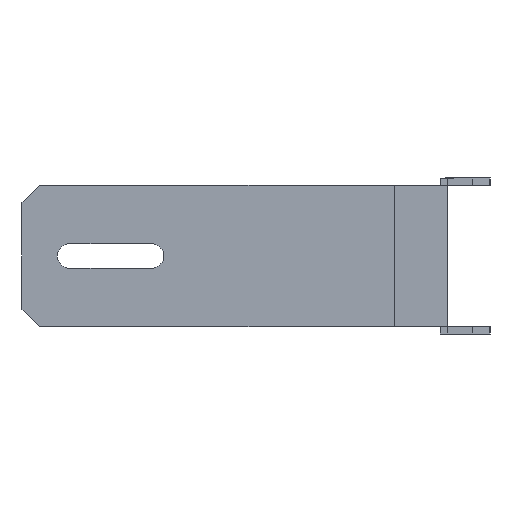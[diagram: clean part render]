
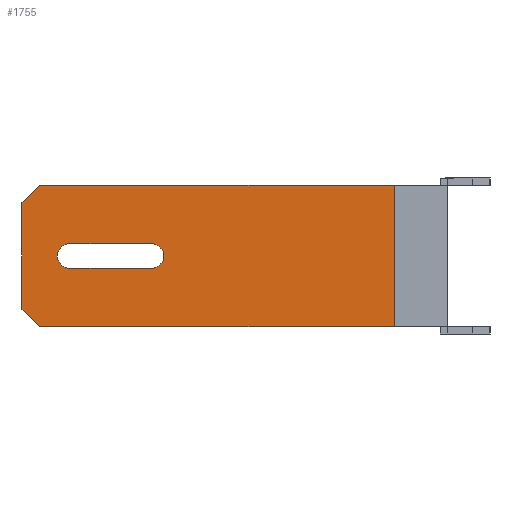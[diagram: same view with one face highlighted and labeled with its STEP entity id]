
A CAD part, left-side view. The second image highlights one B-rep face of the part: STEP entity #1755.
In plain terms, the highlighted planar face has unit normal (-1, 0, 0).
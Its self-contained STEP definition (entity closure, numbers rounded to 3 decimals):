
#15 = EDGE_CURVE ( 'NONE', #678, #716, #219, .T. ) ;
#45 = VECTOR ( 'NONE', #2093, 1000. ) ;
#55 = LINE ( 'NONE', #1094, #45 ) ;
#102 = VECTOR ( 'NONE', #1977, 1000. ) ;
#104 = LINE ( 'NONE', #1128, #102 ) ;
#140 = EDGE_CURVE ( 'NONE', #1283, #494, #178, .T. ) ;
#155 = VECTOR ( 'NONE', #1101, 1000. ) ;
#159 = VERTEX_POINT ( 'NONE', #1915 ) ;
#178 = LINE ( 'NONE', #2072, #155 ) ;
#219 = CIRCLE ( 'NONE', #2000, 3.5 ) ;
#270 = EDGE_CURVE ( 'NONE', #578, #801, #104, .T. ) ;
#344 = CARTESIAN_POINT ( 'NONE',  ( -217., 13., 0. ) ) ;
#350 = VERTEX_POINT ( 'NONE', #1570 ) ;
#408 = VECTOR ( 'NONE', #887, 1000. ) ;
#440 = LINE ( 'NONE', #899, #408 ) ;
#451 = EDGE_CURVE ( 'NONE', #1358, #1242, #55, .T. ) ;
#471 = DIRECTION ( 'NONE',  ( 0., 1., 0. ) ) ;
#494 = VERTEX_POINT ( 'NONE', #761 ) ;
#511 = CARTESIAN_POINT ( 'NONE',  ( -217., 15., 0. ) ) ;
#523 = CARTESIAN_POINT ( 'NONE',  ( -217., 81.5, 16.5 ) ) ;
#533 = CARTESIAN_POINT ( 'NONE',  ( -217., 104.5, 23.5 ) ) ;
#544 = EDGE_LOOP ( 'NONE', ( #881, #886, #889, #900, #906, #920, #922, #926 ) ) ;
#578 = VERTEX_POINT ( 'NONE', #826 ) ;
#613 = CARTESIAN_POINT ( 'NONE',  ( -217., 104.5, 16.5 ) ) ;
#678 = VERTEX_POINT ( 'NONE', #613 ) ;
#716 = VERTEX_POINT ( 'NONE', #533 ) ;
#717 = VECTOR ( 'NONE', #1386, 1000. ) ;
#727 = LINE ( 'NONE', #1395, #717 ) ;
#729 = VERTEX_POINT ( 'NONE', #523 ) ;
#761 = CARTESIAN_POINT ( 'NONE',  ( -217., 15., 40. ) ) ;
#796 = CARTESIAN_POINT ( 'NONE',  ( -217., 113., 40. ) ) ;
#801 = VERTEX_POINT ( 'NONE', #344 ) ;
#826 = CARTESIAN_POINT ( 'NONE',  ( -217., 13., 40. ) ) ;
#831 = CIRCLE ( 'NONE', #2049, 3.5 ) ;
#850 = ORIENTED_EDGE ( 'NONE', *, *, #1335, .T. ) ;
#853 = ORIENTED_EDGE ( 'NONE', *, *, #15, .T. ) ;
#860 = ORIENTED_EDGE ( 'NONE', *, *, #1014, .T. ) ;
#864 = FACE_OUTER_BOUND ( 'NONE', #544, .T. ) ;
#869 = ORIENTED_EDGE ( 'NONE', *, *, #1823, .T. ) ;
#881 = ORIENTED_EDGE ( 'NONE', *, *, #1657, .T. ) ;
#886 = ORIENTED_EDGE ( 'NONE', *, *, #451, .T. ) ;
#887 = DIRECTION ( 'NONE',  ( 0., 1., 0. ) ) ;
#889 = ORIENTED_EDGE ( 'NONE', *, *, #1862, .T. ) ;
#899 = CARTESIAN_POINT ( 'NONE',  ( -217., 15., 40. ) ) ;
#900 = ORIENTED_EDGE ( 'NONE', *, *, #1183, .F. ) ;
#906 = ORIENTED_EDGE ( 'NONE', *, *, #270, .F. ) ;
#907 = VECTOR ( 'NONE', #1691, 1000. ) ;
#917 = LINE ( 'NONE', #1698, #907 ) ;
#920 = ORIENTED_EDGE ( 'NONE', *, *, #2088, .T. ) ;
#922 = ORIENTED_EDGE ( 'NONE', *, *, #140, .F. ) ;
#926 = ORIENTED_EDGE ( 'NONE', *, *, #1732, .T. ) ;
#941 = FACE_BOUND ( 'NONE', #1427, .T. ) ;
#977 = CARTESIAN_POINT ( 'NONE',  ( -217., 118., 5. ) ) ;
#1014 = EDGE_CURVE ( 'NONE', #716, #350, #1970, .T. ) ;
#1074 = LINE ( 'NONE', #1965, #1077 ) ;
#1077 = VECTOR ( 'NONE', #1959, 1000. ) ;
#1094 = CARTESIAN_POINT ( 'NONE',  ( -217., 113., 0. ) ) ;
#1095 = VERTEX_POINT ( 'NONE', #1194 ) ;
#1101 = DIRECTION ( 'NONE',  ( 0., -1., 0. ) ) ;
#1128 = CARTESIAN_POINT ( 'NONE',  ( -217., 13., 40. ) ) ;
#1183 = EDGE_CURVE ( 'NONE', #801, #1095, #1897, .T. ) ;
#1194 = CARTESIAN_POINT ( 'NONE',  ( -217., 15., 0. ) ) ;
#1213 = CARTESIAN_POINT ( 'NONE',  ( -217., 104.5, 20. ) ) ;
#1242 = VERTEX_POINT ( 'NONE', #2069 ) ;
#1283 = VERTEX_POINT ( 'NONE', #796 ) ;
#1335 = EDGE_CURVE ( 'NONE', #729, #678, #1773, .T. ) ;
#1358 = VERTEX_POINT ( 'NONE', #977 ) ;
#1386 = DIRECTION ( 'NONE',  ( 0., -1., 0. ) ) ;
#1395 = CARTESIAN_POINT ( 'NONE',  ( -217., 15., 0. ) ) ;
#1427 = EDGE_LOOP ( 'NONE', ( #850, #853, #860, #869 ) ) ;
#1456 = DIRECTION ( 'NONE',  ( 0., 0., -1. ) ) ;
#1457 = DIRECTION ( 'NONE',  ( 1., 0., 0. ) ) ;
#1463 = CARTESIAN_POINT ( 'NONE',  ( -217., 81.5, 20. ) ) ;
#1511 = DIRECTION ( 'NONE',  ( 0., 0., -1. ) ) ;
#1570 = CARTESIAN_POINT ( 'NONE',  ( -217., 81.5, 23.5 ) ) ;
#1574 = DIRECTION ( 'NONE',  ( 0., -1., 0. ) ) ;
#1583 = CARTESIAN_POINT ( 'NONE',  ( -217., 104.5, 23.5 ) ) ;
#1590 = DIRECTION ( 'NONE',  ( 0., 0., -1. ) ) ;
#1595 = DIRECTION ( 'NONE',  ( 1., 0., 0. ) ) ;
#1606 = CARTESIAN_POINT ( 'NONE',  ( -217., 104.5, 16.5 ) ) ;
#1611 = PLANE ( 'NONE',  #2125 ) ;
#1635 = CARTESIAN_POINT ( 'NONE',  ( -217., 15., 40. ) ) ;
#1657 = EDGE_CURVE ( 'NONE', #159, #1358, #1074, .T. ) ;
#1691 = DIRECTION ( 'NONE',  ( 0., 0.707, -0.707 ) ) ;
#1698 = CARTESIAN_POINT ( 'NONE',  ( -217., 118., 35. ) ) ;
#1732 = EDGE_CURVE ( 'NONE', #1283, #159, #917, .T. ) ;
#1755 = ADVANCED_FACE ( 'NONE', ( #941, #864 ), #1611, .F. ) ;
#1773 = LINE ( 'NONE', #1606, #1775 ) ;
#1775 = VECTOR ( 'NONE', #1817, 1000. ) ;
#1817 = DIRECTION ( 'NONE',  ( 0., 1., 0. ) ) ;
#1823 = EDGE_CURVE ( 'NONE', #350, #729, #831, .T. ) ;
#1862 = EDGE_CURVE ( 'NONE', #1242, #1095, #727, .T. ) ;
#1874 = VECTOR ( 'NONE', #471, 1000. ) ;
#1897 = LINE ( 'NONE', #511, #1874 ) ;
#1915 = CARTESIAN_POINT ( 'NONE',  ( -217., 118., 35. ) ) ;
#1959 = DIRECTION ( 'NONE',  ( 0., 0., -1. ) ) ;
#1965 = CARTESIAN_POINT ( 'NONE',  ( -217., 118., 40. ) ) ;
#1970 = LINE ( 'NONE', #1583, #1987 ) ;
#1977 = DIRECTION ( 'NONE',  ( 0., 0., -1. ) ) ;
#1987 = VECTOR ( 'NONE', #1574, 1000. ) ;
#2000 = AXIS2_PLACEMENT_3D ( 'NONE', #1213, #2112, #1511 ) ;
#2049 = AXIS2_PLACEMENT_3D ( 'NONE', #1463, #1457, #1456 ) ;
#2069 = CARTESIAN_POINT ( 'NONE',  ( -217., 113., 0. ) ) ;
#2072 = CARTESIAN_POINT ( 'NONE',  ( -217., 15., 40. ) ) ;
#2088 = EDGE_CURVE ( 'NONE', #578, #494, #440, .T. ) ;
#2093 = DIRECTION ( 'NONE',  ( 0., -0.707, -0.707 ) ) ;
#2112 = DIRECTION ( 'NONE',  ( 1., 0., 0. ) ) ;
#2125 = AXIS2_PLACEMENT_3D ( 'NONE', #1635, #1595, #1590 ) ;
